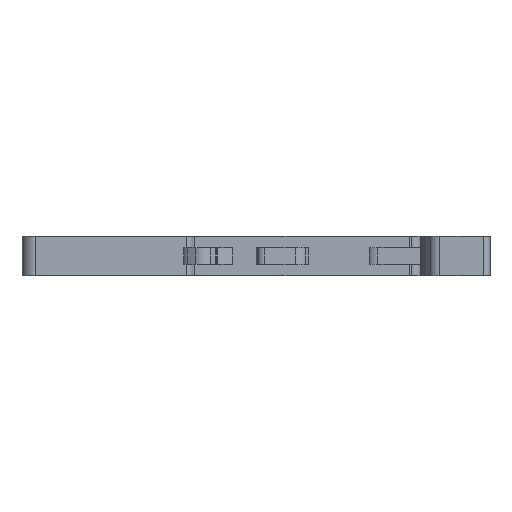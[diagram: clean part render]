
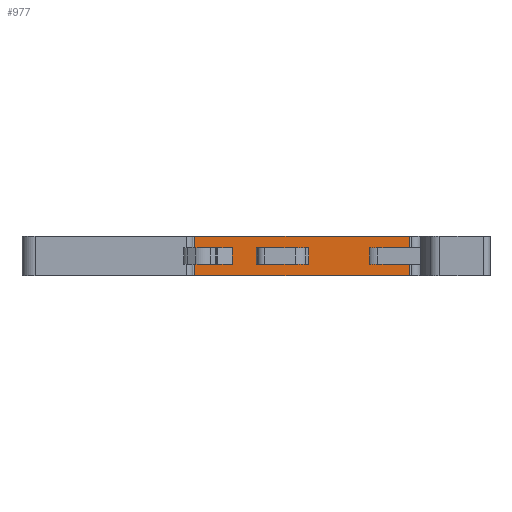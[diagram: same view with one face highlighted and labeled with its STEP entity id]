
A CAD part, front view. The second image highlights one B-rep face of the part: STEP entity #977.
In plain terms, the highlighted planar face has unit normal (0, -1, 0).
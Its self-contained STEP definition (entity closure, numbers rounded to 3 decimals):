
#153 = VERTEX_POINT ( 'NONE', #5990 ) ;
#882 = ORIENTED_EDGE ( 'NONE', *, *, #4899, .T. ) ;
#977 = ADVANCED_FACE ( 'NONE', ( #4073 ), #4505, .T. ) ;
#1071 = AXIS2_PLACEMENT_3D ( 'NONE', #5055, #2301, #6128 ) ;
#1191 = ORIENTED_EDGE ( 'NONE', *, *, #4935, .F. ) ;
#1195 = LINE ( 'NONE', #1997, #4018 ) ;
#1283 = EDGE_CURVE ( 'NONE', #153, #1614, #3986, .T. ) ;
#1577 = DIRECTION ( 'NONE',  ( 0., 0., -1. ) ) ;
#1614 = VERTEX_POINT ( 'NONE', #2620 ) ;
#1850 = VERTEX_POINT ( 'NONE', #7060 ) ;
#1997 = CARTESIAN_POINT ( 'NONE',  ( 0., -40.027, 3. ) ) ;
#2157 = CARTESIAN_POINT ( 'NONE',  ( -18.401, -40.027, 3. ) ) ;
#2301 = DIRECTION ( 'NONE',  ( 0., -1., 0. ) ) ;
#2373 = VERTEX_POINT ( 'NONE', #2157 ) ;
#2525 = LINE ( 'NONE', #2592, #5120 ) ;
#2568 = DIRECTION ( 'NONE',  ( -1., 0., 0. ) ) ;
#2592 = CARTESIAN_POINT ( 'NONE',  ( 0., -40.027, -3. ) ) ;
#2620 = CARTESIAN_POINT ( 'NONE',  ( 14.513, -40.027, -3. ) ) ;
#3489 = DIRECTION ( 'NONE',  ( 0., 0., -1. ) ) ;
#3640 = EDGE_LOOP ( 'NONE', ( #1191, #7103, #882, #4888 ) ) ;
#3929 = VECTOR ( 'NONE', #1577, 1000. ) ;
#3986 = LINE ( 'NONE', #4056, #6687 ) ;
#4018 = VECTOR ( 'NONE', #2568, 1000. ) ;
#4056 = CARTESIAN_POINT ( 'NONE',  ( 14.513, -40.027, 3. ) ) ;
#4073 = FACE_OUTER_BOUND ( 'NONE', #3640, .T. ) ;
#4505 = PLANE ( 'NONE',  #1071 ) ;
#4888 = ORIENTED_EDGE ( 'NONE', *, *, #5521, .T. ) ;
#4899 = EDGE_CURVE ( 'NONE', #153, #2373, #1195, .T. ) ;
#4935 = EDGE_CURVE ( 'NONE', #1614, #1850, #2525, .T. ) ;
#5055 = CARTESIAN_POINT ( 'NONE',  ( 0., -40.027, 3. ) ) ;
#5120 = VECTOR ( 'NONE', #5347, 1000. ) ;
#5347 = DIRECTION ( 'NONE',  ( -1., 0., 0. ) ) ;
#5439 = CARTESIAN_POINT ( 'NONE',  ( -18.401, -40.027, 3. ) ) ;
#5521 = EDGE_CURVE ( 'NONE', #2373, #1850, #6798, .T. ) ;
#5990 = CARTESIAN_POINT ( 'NONE',  ( 14.513, -40.027, 3. ) ) ;
#6128 = DIRECTION ( 'NONE',  ( 1., 0., 0. ) ) ;
#6687 = VECTOR ( 'NONE', #3489, 1000. ) ;
#6798 = LINE ( 'NONE', #5439, #3929 ) ;
#7060 = CARTESIAN_POINT ( 'NONE',  ( -18.401, -40.027, -3. ) ) ;
#7103 = ORIENTED_EDGE ( 'NONE', *, *, #1283, .F. ) ;
